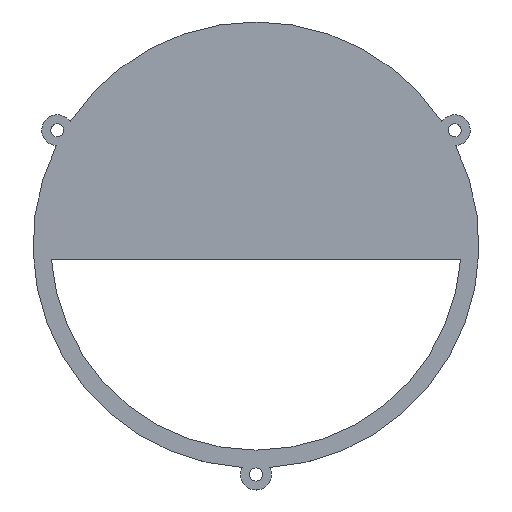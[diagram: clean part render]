
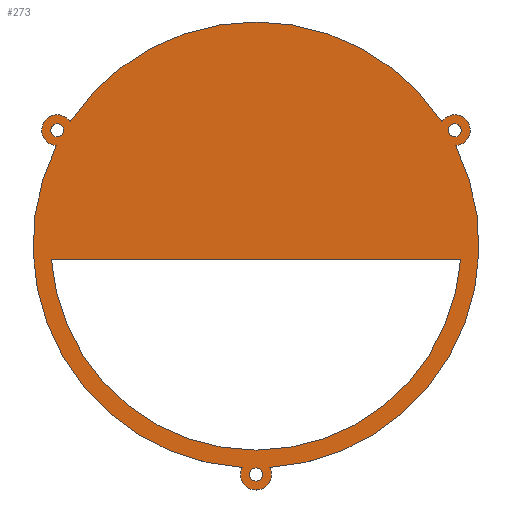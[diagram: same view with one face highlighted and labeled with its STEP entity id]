
A CAD part, top view. The second image highlights one B-rep face of the part: STEP entity #273.
In plain terms, the highlighted planar face has unit normal (0, 0, 1).
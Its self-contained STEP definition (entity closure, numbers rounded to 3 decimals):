
#15=FACE_BOUND('',#57,.T.);
#16=FACE_BOUND('',#58,.T.);
#17=FACE_BOUND('',#59,.T.);
#18=FACE_BOUND('',#60,.T.);
#26=PLANE('',#324);
#41=FACE_OUTER_BOUND('',#56,.T.);
#56=EDGE_LOOP('',(#226,#227,#228,#229,#230,#231));
#57=EDGE_LOOP('',(#232));
#58=EDGE_LOOP('',(#233,#234));
#59=EDGE_LOOP('',(#235));
#60=EDGE_LOOP('',(#236));
#72=LINE('',#443,#86);
#86=VECTOR('',#355,10.);
#97=CIRCLE('',#294,2.2);
#99=CIRCLE('',#297,2.2);
#102=CIRCLE('',#302,69.);
#103=CIRCLE('',#304,2.2);
#106=CIRCLE('',#308,5.2);
#108=CIRCLE('',#311,75.);
#110=CIRCLE('',#314,5.2);
#112=CIRCLE('',#317,75.);
#114=CIRCLE('',#320,5.2);
#116=CIRCLE('',#323,75.);
#119=VERTEX_POINT('',#425);
#121=VERTEX_POINT('',#431);
#125=VERTEX_POINT('',#440);
#126=VERTEX_POINT('',#442);
#127=VERTEX_POINT('',#449);
#131=VERTEX_POINT('',#458);
#132=VERTEX_POINT('',#460);
#134=VERTEX_POINT('',#466);
#136=VERTEX_POINT('',#472);
#138=VERTEX_POINT('',#478);
#140=VERTEX_POINT('',#484);
#144=EDGE_CURVE('',#119,#119,#97,.T.);
#147=EDGE_CURVE('',#121,#121,#99,.T.);
#152=EDGE_CURVE('',#126,#125,#72,.T.);
#155=EDGE_CURVE('',#125,#126,#102,.T.);
#156=EDGE_CURVE('',#127,#127,#103,.T.);
#161=EDGE_CURVE('',#132,#131,#106,.T.);
#164=EDGE_CURVE('',#134,#132,#108,.T.);
#167=EDGE_CURVE('',#136,#134,#110,.T.);
#170=EDGE_CURVE('',#138,#136,#112,.T.);
#173=EDGE_CURVE('',#140,#138,#114,.T.);
#176=EDGE_CURVE('',#131,#140,#116,.T.);
#226=ORIENTED_EDGE('',*,*,#176,.T.);
#227=ORIENTED_EDGE('',*,*,#173,.T.);
#228=ORIENTED_EDGE('',*,*,#170,.T.);
#229=ORIENTED_EDGE('',*,*,#167,.T.);
#230=ORIENTED_EDGE('',*,*,#164,.T.);
#231=ORIENTED_EDGE('',*,*,#161,.T.);
#232=ORIENTED_EDGE('',*,*,#156,.T.);
#233=ORIENTED_EDGE('',*,*,#155,.T.);
#234=ORIENTED_EDGE('',*,*,#152,.T.);
#235=ORIENTED_EDGE('',*,*,#147,.T.);
#236=ORIENTED_EDGE('',*,*,#144,.T.);
#273=ADVANCED_FACE('',(#41,#15,#16,#17,#18),#26,.T.);
#294=AXIS2_PLACEMENT_3D('',#426,#339,#340);
#297=AXIS2_PLACEMENT_3D('',#432,#346,#347);
#302=AXIS2_PLACEMENT_3D('',#447,#361,#362);
#304=AXIS2_PLACEMENT_3D('',#450,#365,#366);
#308=AXIS2_PLACEMENT_3D('',#461,#375,#376);
#311=AXIS2_PLACEMENT_3D('',#467,#382,#383);
#314=AXIS2_PLACEMENT_3D('',#473,#389,#390);
#317=AXIS2_PLACEMENT_3D('',#479,#396,#397);
#320=AXIS2_PLACEMENT_3D('',#485,#403,#404);
#323=AXIS2_PLACEMENT_3D('',#489,#410,#411);
#324=AXIS2_PLACEMENT_3D('',#490,#412,#413);
#339=DIRECTION('center_axis',(0.,0.,-1.));
#340=DIRECTION('ref_axis',(1.,0.,0.));
#346=DIRECTION('center_axis',(0.,0.,-1.));
#347=DIRECTION('ref_axis',(1.,0.,0.));
#355=DIRECTION('',(1.,0.,0.));
#361=DIRECTION('center_axis',(0.,0.,-1.));
#362=DIRECTION('ref_axis',(1.,0.,0.));
#365=DIRECTION('center_axis',(0.,0.,-1.));
#366=DIRECTION('ref_axis',(1.,0.,0.));
#375=DIRECTION('center_axis',(0.,0.,1.));
#376=DIRECTION('ref_axis',(0.056,-0.998,0.));
#382=DIRECTION('center_axis',(0.,0.,1.));
#383=DIRECTION('ref_axis',(0.062,-0.998,0.));
#389=DIRECTION('center_axis',(0.,0.,1.));
#390=DIRECTION('ref_axis',(-0.893,0.451,0.));
#396=DIRECTION('center_axis',(0.,0.,1.));
#397=DIRECTION('ref_axis',(-0.895,0.445,0.));
#403=DIRECTION('center_axis',(0.,0.,1.));
#404=DIRECTION('ref_axis',(0.837,0.548,0.));
#410=DIRECTION('center_axis',(0.,0.,1.));
#411=DIRECTION('ref_axis',(0.833,0.553,0.));
#412=DIRECTION('center_axis',(0.,0.,1.));
#413=DIRECTION('ref_axis',(1.,0.,0.));
#425=CARTESIAN_POINT('',(64.657,38.6,4.));
#426=CARTESIAN_POINT('Origin',(66.857,38.6,4.));
#431=CARTESIAN_POINT('',(-2.2,-77.2,4.));
#432=CARTESIAN_POINT('Origin',(0.,-77.2,4.));
#440=CARTESIAN_POINT('',(68.819,-5.,4.));
#442=CARTESIAN_POINT('',(-68.819,-5.,4.));
#443=CARTESIAN_POINT('',(80.,-5.,4.));
#447=CARTESIAN_POINT('Origin',(0.,0.,4.));
#449=CARTESIAN_POINT('',(-69.057,38.6,4.));
#450=CARTESIAN_POINT('Origin',(-66.857,38.6,4.));
#458=CARTESIAN_POINT('',(62.506,41.448,4.));
#460=CARTESIAN_POINT('',(67.148,33.408,4.));
#461=CARTESIAN_POINT('Origin',(66.857,38.6,4.));
#466=CARTESIAN_POINT('',(4.642,-74.856,4.));
#467=CARTESIAN_POINT('Origin',(0.,0.,4.));
#472=CARTESIAN_POINT('',(-4.642,-74.856,4.));
#473=CARTESIAN_POINT('Origin',(0.,-77.2,4.));
#478=CARTESIAN_POINT('',(-67.148,33.408,4.));
#479=CARTESIAN_POINT('Origin',(0.,0.,4.));
#484=CARTESIAN_POINT('',(-62.506,41.448,4.));
#485=CARTESIAN_POINT('Origin',(-66.857,38.6,4.));
#489=CARTESIAN_POINT('Origin',(0.,0.,4.));
#490=CARTESIAN_POINT('Origin',(0.,-3.7,4.));
